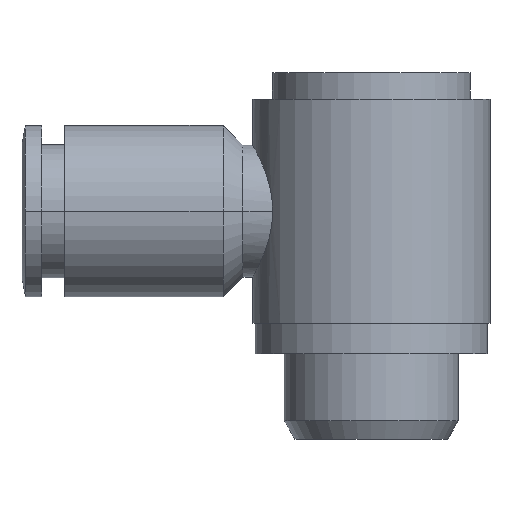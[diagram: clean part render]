
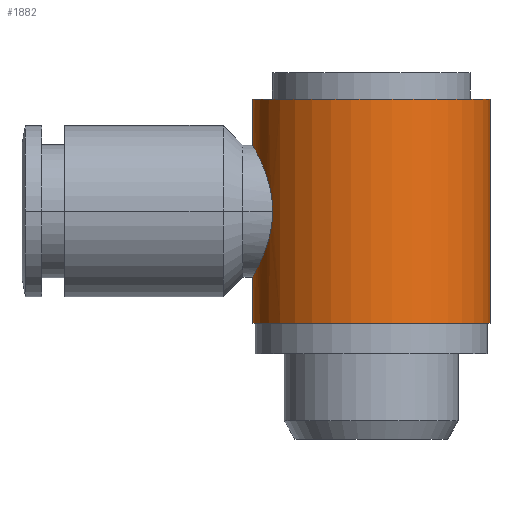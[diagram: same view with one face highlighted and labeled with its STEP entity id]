
A CAD part, left-side view. The second image highlights one B-rep face of the part: STEP entity #1882.
In plain terms, the highlighted cylindrical face has radius 9 mm (diameter 18 mm), a partial arc.
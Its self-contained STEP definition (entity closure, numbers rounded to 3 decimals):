
#123=CARTESIAN_POINT('',(-5.,7.483,0.0));
#124=VERTEX_POINT('',#123);
#131=CARTESIAN_POINT('',(0.,9.0,5.));
#132=VERTEX_POINT('',#131);
#133=CARTESIAN_POINT('',(-5.,7.483,0.0));
#134=CARTESIAN_POINT('',(-5.,7.483,0.646));
#135=CARTESIAN_POINT('',(-4.868,7.576,1.321));
#136=CARTESIAN_POINT('',(-4.354,7.882,2.546));
#137=CARTESIAN_POINT('',(-3.973,8.09,3.098));
#138=CARTESIAN_POINT('',(-3.1,8.462,3.971));
#139=CARTESIAN_POINT('',(-2.548,8.655,4.354));
#140=CARTESIAN_POINT('',(-1.319,8.925,4.869));
#141=CARTESIAN_POINT('',(-0.643,9.0,5.));
#142=CARTESIAN_POINT('',(0.,9.0,5.));
#143=B_SPLINE_CURVE_WITH_KNOTS('',3,(#133,#134,#135,#136,#137,#138,#139,#140,#141,#142),.UNSPECIFIED.,.F.,.U.,(4,2,2,2,4),(0.0,0.194,0.387,0.58,0.773),.UNSPECIFIED.);
#144=EDGE_CURVE('',#124,#132,#143,.T.);
#376=CARTESIAN_POINT('',(0.0,-9.0,-8.5));
#377=VERTEX_POINT('',#376);
#378=CARTESIAN_POINT('',(0.0,-9.0,8.5));
#379=VERTEX_POINT('',#378);
#380=CARTESIAN_POINT('',(0.0,-9.0,-8.5));
#381=DIRECTION('',(0.0,0.0,1.0));
#382=VECTOR('',#381,17.0);
#383=LINE('',#380,#382);
#384=EDGE_CURVE('',#377,#379,#383,.T.);
#386=CARTESIAN_POINT('',(0.,9.0,-8.5));
#387=VERTEX_POINT('',#386);
#395=CARTESIAN_POINT('',(0.,9.0,-5.));
#396=VERTEX_POINT('',#395);
#397=CARTESIAN_POINT('',(0.,9.0,-5.));
#398=DIRECTION('',(0.0,0.0,-1.0));
#399=VECTOR('',#398,3.5);
#400=LINE('',#397,#399);
#401=EDGE_CURVE('',#396,#387,#400,.T.);
#417=CARTESIAN_POINT('',(0.,9.0,8.5));
#418=VERTEX_POINT('',#417);
#419=CARTESIAN_POINT('',(0.,9.0,8.5));
#420=DIRECTION('',(0.0,0.0,-1.0));
#421=VECTOR('',#420,3.5);
#422=LINE('',#419,#421);
#423=EDGE_CURVE('',#418,#132,#422,.T.);
#1844=CARTESIAN_POINT('',(0.0,0.0,0.0));
#1845=DIRECTION('',(0.0,0.0,1.0));
#1846=DIRECTION('',(0.0,-1.0,0.0));
#1847=AXIS2_PLACEMENT_3D('',#1844,#1845,#1846);
#1848=CYLINDRICAL_SURFACE('',#1847,9.0);
#1849=ORIENTED_EDGE('',*,*,#384,.T.);
#1850=CARTESIAN_POINT('',(0.0,0.0,8.5));
#1851=DIRECTION('',(0.0,0.0,1.0));
#1852=DIRECTION('',(0.0,-1.0,0.0));
#1853=AXIS2_PLACEMENT_3D('',#1850,#1851,#1852);
#1854=CIRCLE('',#1853,9.0);
#1855=EDGE_CURVE('',#418,#379,#1854,.T.);
#1856=ORIENTED_EDGE('',*,*,#1855,.F.);
#1857=ORIENTED_EDGE('',*,*,#423,.T.);
#1858=ORIENTED_EDGE('',*,*,#144,.F.);
#1859=CARTESIAN_POINT('',(0.,9.0,-5.));
#1860=CARTESIAN_POINT('',(-0.643,9.0,-5.));
#1861=CARTESIAN_POINT('',(-1.319,8.925,-4.869));
#1862=CARTESIAN_POINT('',(-2.548,8.655,-4.354));
#1863=CARTESIAN_POINT('',(-3.1,8.462,-3.971));
#1864=CARTESIAN_POINT('',(-3.973,8.09,-3.098));
#1865=CARTESIAN_POINT('',(-4.354,7.882,-2.546));
#1866=CARTESIAN_POINT('',(-4.868,7.576,-1.321));
#1867=CARTESIAN_POINT('',(-5.,7.483,-0.646));
#1868=CARTESIAN_POINT('',(-5.,7.483,0.0));
#1869=B_SPLINE_CURVE_WITH_KNOTS('',3,(#1859,#1860,#1861,#1862,#1863,#1864,#1865,#1866,#1867,#1868),.UNSPECIFIED.,.F.,.U.,(4,2,2,2,4),(2.319,2.512,2.705,2.899,3.092),.UNSPECIFIED.);
#1870=EDGE_CURVE('',#396,#124,#1869,.T.);
#1871=ORIENTED_EDGE('',*,*,#1870,.F.);
#1872=ORIENTED_EDGE('',*,*,#401,.T.);
#1873=CARTESIAN_POINT('',(0.0,0.0,-8.5));
#1874=DIRECTION('',(0.0,0.0,1.0));
#1875=DIRECTION('',(0.0,-1.0,0.0));
#1876=AXIS2_PLACEMENT_3D('',#1873,#1874,#1875);
#1877=CIRCLE('',#1876,9.0);
#1878=EDGE_CURVE('',#387,#377,#1877,.T.);
#1879=ORIENTED_EDGE('',*,*,#1878,.T.);
#1880=EDGE_LOOP('',(#1849,#1856,#1857,#1858,#1871,#1872,#1879));
#1881=FACE_OUTER_BOUND('',#1880,.T.);
#1882=ADVANCED_FACE('',(#1881),#1848,.T.);
